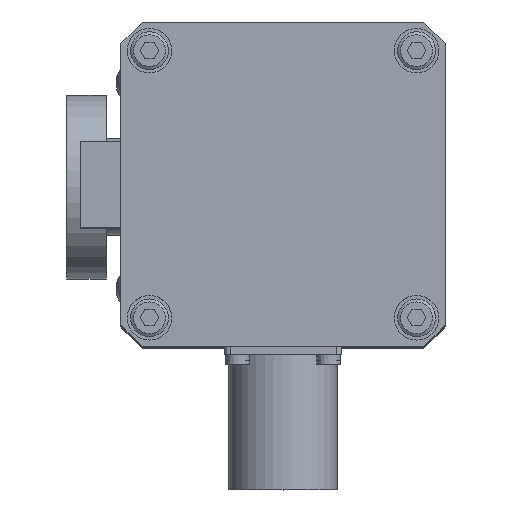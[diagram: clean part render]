
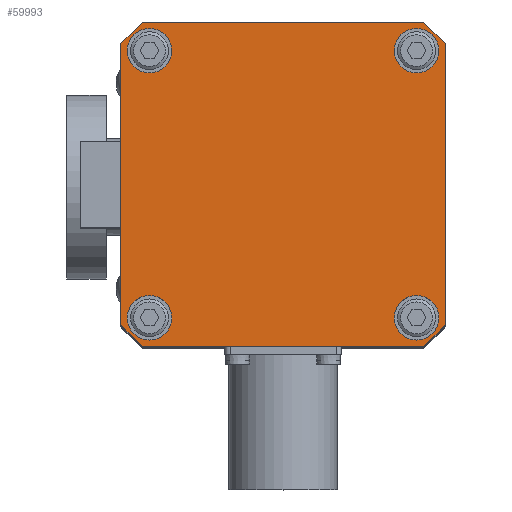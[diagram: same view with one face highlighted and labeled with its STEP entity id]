
A CAD part, top view. The second image highlights one B-rep face of the part: STEP entity #59993.
In plain terms, the highlighted planar face has unit normal (0, 0, 1).
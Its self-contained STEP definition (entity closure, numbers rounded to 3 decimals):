
#59603=CARTESIAN_POINT('',(28.825,-24.7,305.003));
#59604=VERTEX_POINT('',#59603);
#59611=CARTESIAN_POINT('',(24.7,-24.7,305.003));
#59612=DIRECTION('',(0.,0.,-1.));
#59613=DIRECTION('',(1.,0.,0.));
#59614=AXIS2_PLACEMENT_3D('',#59611,#59612,#59613);
#59615=CIRCLE('',#59614,4.125);
#59616=EDGE_CURVE('',#59604,#59604,#59615,.T.);
#59673=CARTESIAN_POINT('',(28.825,24.7,305.003));
#59674=VERTEX_POINT('',#59673);
#59681=CARTESIAN_POINT('',(24.7,24.7,305.003));
#59682=DIRECTION('',(0.,0.,-1.));
#59683=DIRECTION('',(1.,0.,0.));
#59684=AXIS2_PLACEMENT_3D('',#59681,#59682,#59683);
#59685=CIRCLE('',#59684,4.125);
#59686=EDGE_CURVE('',#59674,#59674,#59685,.T.);
#59743=CARTESIAN_POINT('',(-20.575,24.7,305.003));
#59744=VERTEX_POINT('',#59743);
#59751=CARTESIAN_POINT('',(-24.7,24.7,305.003));
#59752=DIRECTION('',(0.,0.,-1.));
#59753=DIRECTION('',(1.,0.,0.));
#59754=AXIS2_PLACEMENT_3D('',#59751,#59752,#59753);
#59755=CIRCLE('',#59754,4.125);
#59756=EDGE_CURVE('',#59744,#59744,#59755,.T.);
#59813=CARTESIAN_POINT('',(-20.575,-24.7,305.003));
#59814=VERTEX_POINT('',#59813);
#59821=CARTESIAN_POINT('',(-24.7,-24.7,305.003));
#59822=DIRECTION('',(0.,0.,-1.));
#59823=DIRECTION('',(1.,0.,0.));
#59824=AXIS2_PLACEMENT_3D('',#59821,#59822,#59823);
#59825=CIRCLE('',#59824,4.125);
#59826=EDGE_CURVE('',#59814,#59814,#59825,.T.);
#59855=CARTESIAN_POINT('',(-26.,30.,305.003));
#59856=VERTEX_POINT('',#59855);
#59863=CARTESIAN_POINT('',(26.,30.,305.003));
#59864=VERTEX_POINT('',#59863);
#59865=CARTESIAN_POINT('',(14.,30.,305.003));
#59866=DIRECTION('',(1.,0.,0.));
#59867=VECTOR('',#59866,1.);
#59868=LINE('',#59865,#59867);
#59869=EDGE_CURVE('',#59856,#59864,#59868,.T.);
#59886=CARTESIAN_POINT('',(-30.,26.,305.003));
#59887=VERTEX_POINT('',#59886);
#59894=CARTESIAN_POINT('',(-28.,28.,305.003));
#59895=DIRECTION('',(0.707,0.707,0.));
#59896=VECTOR('',#59895,1.);
#59897=LINE('',#59894,#59896);
#59898=EDGE_CURVE('',#59887,#59856,#59897,.T.);
#59910=CARTESIAN_POINT('',(-30.,-26.,305.003));
#59911=VERTEX_POINT('',#59910);
#59918=CARTESIAN_POINT('',(-30.,-14.,305.003));
#59919=DIRECTION('',(0.,1.,0.));
#59920=VECTOR('',#59919,1.);
#59921=LINE('',#59918,#59920);
#59922=EDGE_CURVE('',#59911,#59887,#59921,.T.);
#59933=CARTESIAN_POINT('',(26.,-30.,305.003));
#59934=VERTEX_POINT('',#59933);
#59935=CARTESIAN_POINT('',(-26.,-30.,305.003));
#59936=VERTEX_POINT('',#59935);
#59937=CARTESIAN_POINT('',(14.,-30.,305.003));
#59938=DIRECTION('',(-1.,0.,0.));
#59939=VECTOR('',#59938,1.);
#59940=LINE('',#59937,#59939);
#59941=EDGE_CURVE('',#59934,#59936,#59940,.T.);
#59942=ORIENTED_EDGE('',*,*,#59941,.F.);
#59943=CARTESIAN_POINT('',(30.,-26.,305.003));
#59944=VERTEX_POINT('',#59943);
#59945=CARTESIAN_POINT('',(28.,-28.,305.003));
#59946=DIRECTION('',(-0.707,-0.707,0.));
#59947=VECTOR('',#59946,1.);
#59948=LINE('',#59945,#59947);
#59949=EDGE_CURVE('',#59944,#59934,#59948,.T.);
#59950=ORIENTED_EDGE('',*,*,#59949,.F.);
#59951=CARTESIAN_POINT('',(30.,26.,305.003));
#59952=VERTEX_POINT('',#59951);
#59953=CARTESIAN_POINT('',(30.,-14.,305.003));
#59954=DIRECTION('',(0.,-1.,0.));
#59955=VECTOR('',#59954,1.);
#59956=LINE('',#59953,#59955);
#59957=EDGE_CURVE('',#59952,#59944,#59956,.T.);
#59958=ORIENTED_EDGE('',*,*,#59957,.F.);
#59959=CARTESIAN_POINT('',(42.,14.,305.003));
#59960=DIRECTION('',(0.707,-0.707,0.));
#59961=VECTOR('',#59960,1.);
#59962=LINE('',#59959,#59961);
#59963=EDGE_CURVE('',#59864,#59952,#59962,.T.);
#59964=ORIENTED_EDGE('',*,*,#59963,.F.);
#59965=ORIENTED_EDGE('',*,*,#59869,.F.);
#59966=ORIENTED_EDGE('',*,*,#59898,.F.);
#59967=ORIENTED_EDGE('',*,*,#59922,.F.);
#59968=CARTESIAN_POINT('',(-14.,-42.,305.003));
#59969=DIRECTION('',(-0.707,0.707,0.));
#59970=VECTOR('',#59969,1.);
#59971=LINE('',#59968,#59970);
#59972=EDGE_CURVE('',#59936,#59911,#59971,.T.);
#59973=ORIENTED_EDGE('',*,*,#59972,.F.);
#59974=EDGE_LOOP('',(#59942,#59950,#59958,#59964,#59965,#59966,#59967,#59973));
#59975=FACE_OUTER_BOUND('',#59974,.T.);
#59976=ORIENTED_EDGE('',*,*,#59616,.T.);
#59977=EDGE_LOOP('',(#59976));
#59978=FACE_BOUND('',#59977,.T.);
#59979=ORIENTED_EDGE('',*,*,#59686,.T.);
#59980=EDGE_LOOP('',(#59979));
#59981=FACE_BOUND('',#59980,.T.);
#59982=ORIENTED_EDGE('',*,*,#59756,.T.);
#59983=EDGE_LOOP('',(#59982));
#59984=FACE_BOUND('',#59983,.T.);
#59985=ORIENTED_EDGE('',*,*,#59826,.T.);
#59986=EDGE_LOOP('',(#59985));
#59987=FACE_BOUND('',#59986,.T.);
#59988=CARTESIAN_POINT('',(28.,-28.,305.003));
#59989=DIRECTION('',(0.,0.,-1.));
#59990=DIRECTION('',(1.,0.,0.));
#59991=AXIS2_PLACEMENT_3D('',#59988,#59989,#59990);
#59992=PLANE('',#59991);
#59993=ADVANCED_FACE('',(#59975,#59978,#59981,#59984,#59987),#59992,.F.);
